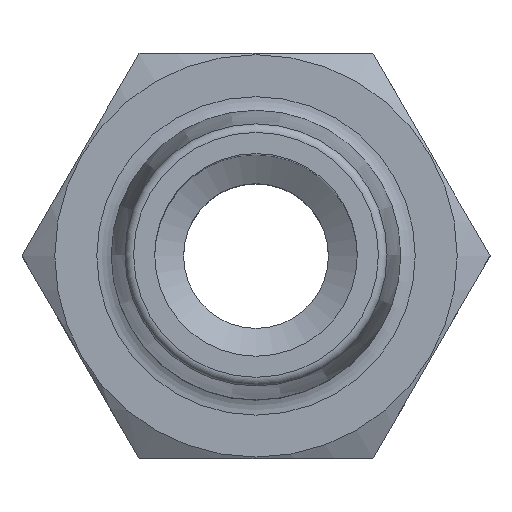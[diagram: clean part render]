
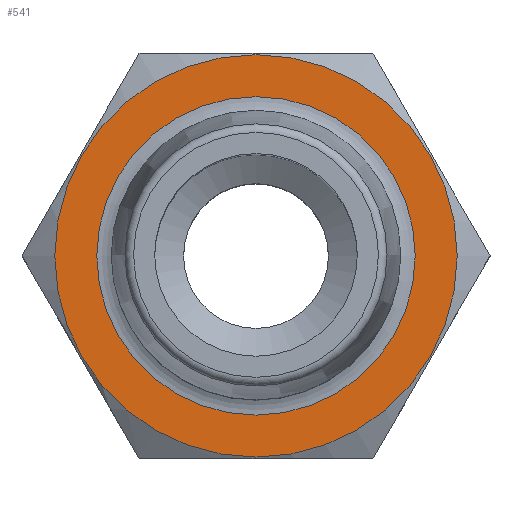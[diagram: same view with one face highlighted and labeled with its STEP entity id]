
A CAD part, top view. The second image highlights one B-rep face of the part: STEP entity #541.
In plain terms, the highlighted planar face has unit normal (0, 0, 1).
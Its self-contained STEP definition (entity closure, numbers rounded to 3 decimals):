
#59=ORIENTED_EDGE('',*,*,#137,.T.);
#60=ORIENTED_EDGE('',*,*,#138,.T.);
#137=EDGE_CURVE('',#176,#176,#209,.T.);
#138=EDGE_CURVE('',#177,#177,#210,.T.);
#176=VERTEX_POINT('',#732);
#177=VERTEX_POINT('',#734);
#209=CIRCLE('',#575,5.5);
#210=CIRCLE('',#576,6.95);
#230=EDGE_LOOP('',(#59));
#231=EDGE_LOOP('',(#60));
#280=FACE_BOUND('',#230,.T.);
#281=FACE_BOUND('',#231,.T.);
#330=PLANE('',#574);
#541=ADVANCED_FACE('',(#280,#281),#330,.F.);
#574=AXIS2_PLACEMENT_3D('',#730,#625,#626);
#575=AXIS2_PLACEMENT_3D('',#731,#627,#628);
#576=AXIS2_PLACEMENT_3D('',#733,#629,#630);
#625=DIRECTION('',(0.,0.,-1.));
#626=DIRECTION('',(-1.,0.,0.));
#627=DIRECTION('',(0.,0.,-1.));
#628=DIRECTION('',(-1.,0.,0.));
#629=DIRECTION('',(0.,0.,1.));
#630=DIRECTION('',(1.,0.,0.));
#730=CARTESIAN_POINT('',(0.,0.,-20.));
#731=CARTESIAN_POINT('',(0.,0.,-20.));
#732=CARTESIAN_POINT('',(-5.5,0.,-20.));
#733=CARTESIAN_POINT('',(0.,0.,-20.));
#734=CARTESIAN_POINT('',(6.95,0.,-20.));
